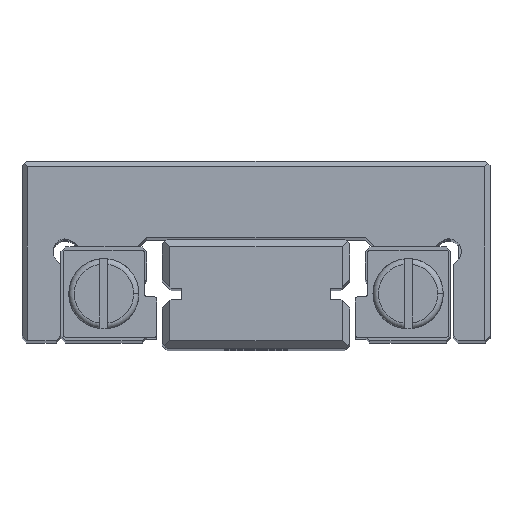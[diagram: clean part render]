
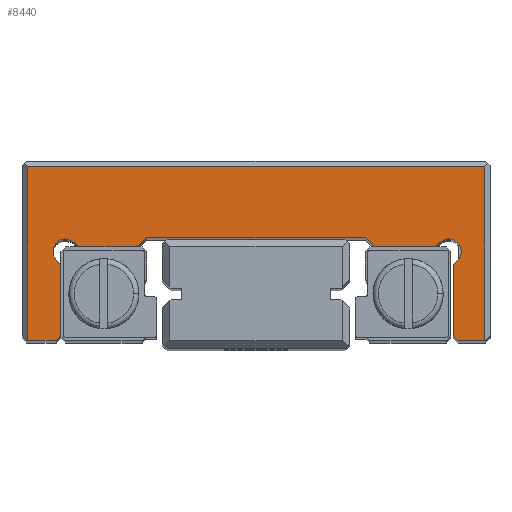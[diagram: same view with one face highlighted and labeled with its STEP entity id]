
A CAD part, top view. The second image highlights one B-rep face of the part: STEP entity #8440.
In plain terms, the highlighted planar face has unit normal (0, 0, 1).
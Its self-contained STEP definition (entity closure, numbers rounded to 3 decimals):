
#7554=PLANE('',#26324);
#8440=ADVANCED_FACE('',(#9537),#7554,.F.);
#9537=FACE_OUTER_BOUND('',#10648,.T.);
#10648=EDGE_LOOP('',(#16970,#16971,#16972,#16973,#16974,#16975,#16976,#16977,
#16978,#16979,#16980,#16981,#16982,#16983,#16984,#16985,#16986,#16987,#16988,
#16989,#16990));
#12164=LINE('',#34372,#14141);
#12170=LINE('',#34384,#14147);
#12177=LINE('',#34399,#14154);
#12223=LINE('',#34550,#14200);
#12226=LINE('',#34554,#14203);
#12236=LINE('',#34578,#14213);
#12239=LINE('',#34584,#14216);
#12242=LINE('',#34588,#14219);
#12245=LINE('',#34594,#14222);
#12248=LINE('',#34600,#14225);
#12251=LINE('',#34606,#14228);
#12256=LINE('',#34616,#14233);
#12273=LINE('',#34647,#14250);
#12277=LINE('',#34653,#14254);
#12281=LINE('',#34660,#14258);
#12284=LINE('',#34668,#14261);
#12285=LINE('',#34670,#14262);
#12286=LINE('',#34672,#14263);
#14141=VECTOR('',#28512,1.);
#14147=VECTOR('',#28522,1.);
#14154=VECTOR('',#28533,1.);
#14200=VECTOR('',#28651,1.);
#14203=VECTOR('',#28656,1.);
#14213=VECTOR('',#28678,1.);
#14216=VECTOR('',#28683,1.);
#14219=VECTOR('',#28688,1.);
#14222=VECTOR('',#28693,1.);
#14225=VECTOR('',#28698,1.);
#14228=VECTOR('',#28703,1.);
#14233=VECTOR('',#28710,1.);
#14250=VECTOR('',#28737,1.);
#14254=VECTOR('',#28743,1.);
#14258=VECTOR('',#28749,1.);
#14261=VECTOR('',#28762,1.);
#14262=VECTOR('',#28763,1.);
#14263=VECTOR('',#28764,1.);
#16970=ORIENTED_EDGE('',*,*,#23911,.T.);
#16971=ORIENTED_EDGE('',*,*,#23941,.T.);
#16972=ORIENTED_EDGE('',*,*,#23942,.T.);
#16973=ORIENTED_EDGE('',*,*,#23943,.T.);
#16974=ORIENTED_EDGE('',*,*,#23928,.T.);
#16975=ORIENTED_EDGE('',*,*,#23932,.T.);
#16976=ORIENTED_EDGE('',*,*,#23793,.T.);
#16977=ORIENTED_EDGE('',*,*,#23936,.T.);
#16978=ORIENTED_EDGE('',*,*,#23937,.T.);
#16979=ORIENTED_EDGE('',*,*,#23677,.T.);
#16980=ORIENTED_EDGE('',*,*,#23878,.T.);
#16981=ORIENTED_EDGE('',*,*,#23800,.T.);
#16982=ORIENTED_EDGE('',*,*,#23891,.T.);
#16983=ORIENTED_EDGE('',*,*,#23894,.T.);
#16984=ORIENTED_EDGE('',*,*,#23897,.T.);
#16985=ORIENTED_EDGE('',*,*,#23787,.T.);
#16986=ORIENTED_EDGE('',*,*,#23875,.T.);
#16987=ORIENTED_EDGE('',*,*,#23409,.T.);
#16988=ORIENTED_EDGE('',*,*,#23900,.T.);
#16989=ORIENTED_EDGE('',*,*,#23903,.T.);
#16990=ORIENTED_EDGE('',*,*,#23906,.T.);
#21551=VERTEX_POINT('',#33366);
#21552=VERTEX_POINT('',#33368);
#21787=VERTEX_POINT('',#34152);
#21788=VERTEX_POINT('',#34153);
#21882=VERTEX_POINT('',#34371);
#21883=VERTEX_POINT('',#34373);
#21886=VERTEX_POINT('',#34383);
#21887=VERTEX_POINT('',#34385);
#21892=VERTEX_POINT('',#34398);
#21893=VERTEX_POINT('',#34400);
#21945=VERTEX_POINT('',#34577);
#21947=VERTEX_POINT('',#34583);
#21949=VERTEX_POINT('',#34593);
#21951=VERTEX_POINT('',#34599);
#21953=VERTEX_POINT('',#34605);
#21957=VERTEX_POINT('',#34615);
#21966=VERTEX_POINT('',#34646);
#21967=VERTEX_POINT('',#34648);
#21969=VERTEX_POINT('',#34659);
#21970=VERTEX_POINT('',#34669);
#21971=VERTEX_POINT('',#34671);
#23409=EDGE_CURVE('',#21552,#21551,#25551,.T.);
#23677=EDGE_CURVE('',#21787,#21788,#25693,.T.);
#23787=EDGE_CURVE('',#21883,#21882,#12164,.T.);
#23793=EDGE_CURVE('',#21887,#21886,#12170,.T.);
#23800=EDGE_CURVE('',#21893,#21892,#12177,.T.);
#23875=EDGE_CURVE('',#21882,#21552,#12223,.T.);
#23878=EDGE_CURVE('',#21788,#21893,#12226,.T.);
#23891=EDGE_CURVE('',#21892,#21945,#12236,.T.);
#23894=EDGE_CURVE('',#21945,#21947,#12239,.T.);
#23897=EDGE_CURVE('',#21947,#21883,#12242,.T.);
#23900=EDGE_CURVE('',#21551,#21949,#12245,.T.);
#23903=EDGE_CURVE('',#21949,#21951,#12248,.T.);
#23906=EDGE_CURVE('',#21951,#21953,#12251,.T.);
#23911=EDGE_CURVE('',#21953,#21957,#12256,.T.);
#23928=EDGE_CURVE('',#21967,#21966,#12273,.T.);
#23932=EDGE_CURVE('',#21966,#21887,#12277,.T.);
#23936=EDGE_CURVE('',#21886,#21969,#12281,.T.);
#23937=EDGE_CURVE('',#21969,#21787,#25761,.T.);
#23941=EDGE_CURVE('',#21957,#21970,#12284,.T.);
#23942=EDGE_CURVE('',#21970,#21971,#12285,.T.);
#23943=EDGE_CURVE('',#21971,#21967,#12286,.T.);
#25551=CIRCLE('',#25992,0.8);
#25693=CIRCLE('',#26202,0.8);
#25761=CIRCLE('',#26320,0.8);
#25992=AXIS2_PLACEMENT_3D('',#33367,#27799,#27800);
#26202=AXIS2_PLACEMENT_3D('',#34151,#28330,#28331);
#26320=AXIS2_PLACEMENT_3D('',#34662,#28752,#28753);
#26324=AXIS2_PLACEMENT_3D('',#34673,#28765,#28766);
#27799=DIRECTION('',(0.,0.,-1.));
#27800=DIRECTION('',(-1.,0.,0.));
#28330=DIRECTION('',(0.,0.,-1.));
#28331=DIRECTION('',(1.,0.,0.));
#28512=DIRECTION('',(1.,0.,0.));
#28522=DIRECTION('',(0.,1.,0.));
#28533=DIRECTION('',(1.,0.,0.));
#28651=DIRECTION('',(0.707,0.707,0.));
#28656=DIRECTION('',(0.707,-0.707,0.));
#28678=DIRECTION('',(0.707,0.707,0.));
#28683=DIRECTION('',(1.,0.,0.));
#28688=DIRECTION('',(0.707,-0.707,0.));
#28693=DIRECTION('',(-0.707,-0.707,0.));
#28698=DIRECTION('',(0.,-1.,0.));
#28703=DIRECTION('',(0.707,-0.707,0.));
#28710=DIRECTION('',(1.,0.,0.));
#28737=DIRECTION('',(1.,0.,0.));
#28743=DIRECTION('',(0.707,0.707,0.));
#28749=DIRECTION('',(-0.707,0.707,0.));
#28752=DIRECTION('',(0.,0.,-1.));
#28753=DIRECTION('',(1.,0.,0.));
#28762=DIRECTION('',(0.,1.,0.));
#28763=DIRECTION('',(-1.,0.,0.));
#28764=DIRECTION('',(0.,-1.,0.));
#28765=DIRECTION('',(0.,0.,-1.));
#28766=DIRECTION('',(-1.,0.,0.));
#33366=CARTESIAN_POINT('',(12.926,5.144,47.5));
#33367=CARTESIAN_POINT('',(12.36,5.71,47.5));
#33368=CARTESIAN_POINT('',(11.794,6.276,47.5));
#34151=CARTESIAN_POINT('',(-12.21,5.71,47.5));
#34152=CARTESIAN_POINT('',(-13.01,5.71,47.5));
#34153=CARTESIAN_POINT('',(-11.644,6.276,47.5));
#34371=CARTESIAN_POINT('',(11.519,6.,47.5));
#34372=CARTESIAN_POINT('',(7.6,6.,47.5));
#34373=CARTESIAN_POINT('',(7.6,6.,47.5));
#34383=CARTESIAN_POINT('',(-12.5,4.869,47.5));
#34384=CARTESIAN_POINT('',(-12.5,0.3,47.5));
#34385=CARTESIAN_POINT('',(-12.5,0.3,47.5));
#34398=CARTESIAN_POINT('',(-7.6,6.,47.5));
#34399=CARTESIAN_POINT('',(-11.369,6.,47.5));
#34400=CARTESIAN_POINT('',(-11.369,6.,47.5));
#34550=CARTESIAN_POINT('',(11.794,6.276,47.5));
#34554=CARTESIAN_POINT('',(-11.644,6.276,47.5));
#34577=CARTESIAN_POINT('',(-7.,6.6,47.5));
#34578=CARTESIAN_POINT('',(-7.6,6.,47.5));
#34583=CARTESIAN_POINT('',(7.,6.6,47.5));
#34584=CARTESIAN_POINT('',(-7.,6.6,47.5));
#34588=CARTESIAN_POINT('',(7.6,6.,47.5));
#34593=CARTESIAN_POINT('',(12.65,4.869,47.5));
#34594=CARTESIAN_POINT('',(12.65,4.869,47.5));
#34599=CARTESIAN_POINT('',(12.65,0.3,47.5));
#34600=CARTESIAN_POINT('',(12.65,0.3,47.5));
#34605=CARTESIAN_POINT('',(12.95,0.,47.5));
#34606=CARTESIAN_POINT('',(12.95,0.,47.5));
#34615=CARTESIAN_POINT('',(14.65,0.,47.5));
#34616=CARTESIAN_POINT('',(12.95,0.,47.5));
#34646=CARTESIAN_POINT('',(-12.8,0.,47.5));
#34647=CARTESIAN_POINT('',(-14.7,0.,47.5));
#34648=CARTESIAN_POINT('',(-14.65,0.,47.5));
#34653=CARTESIAN_POINT('',(-12.8,0.,47.5));
#34659=CARTESIAN_POINT('',(-12.776,5.144,47.5));
#34660=CARTESIAN_POINT('',(-12.5,4.869,47.5));
#34662=CARTESIAN_POINT('',(-12.21,5.71,47.5));
#34668=CARTESIAN_POINT('',(14.65,5.71,47.5));
#34669=CARTESIAN_POINT('',(14.65,11.15,47.5));
#34670=CARTESIAN_POINT('',(12.36,11.15,47.5));
#34671=CARTESIAN_POINT('',(-14.65,11.15,47.5));
#34672=CARTESIAN_POINT('',(-14.65,5.71,47.5));
#34673=CARTESIAN_POINT('',(12.36,5.71,47.5));
